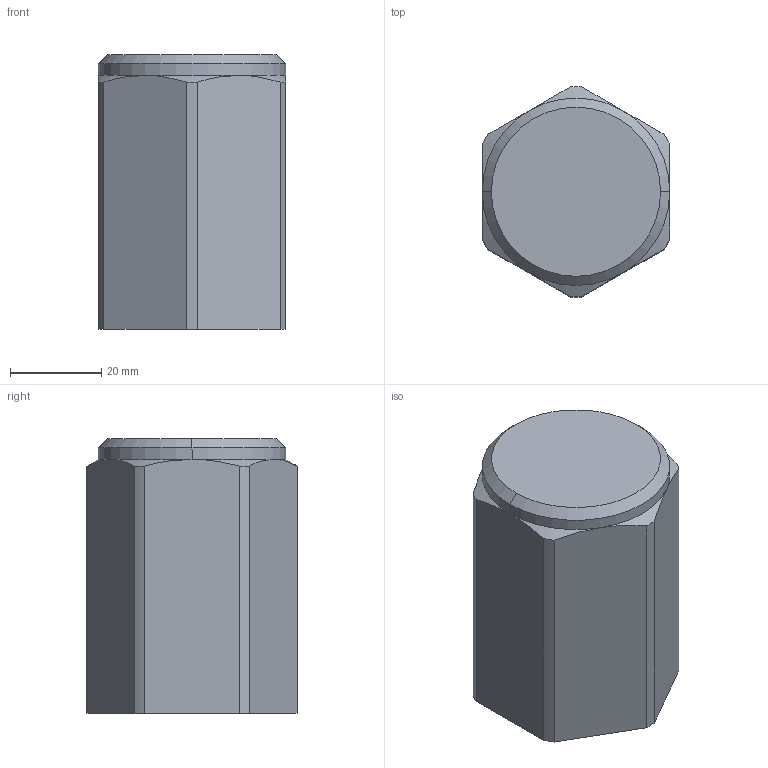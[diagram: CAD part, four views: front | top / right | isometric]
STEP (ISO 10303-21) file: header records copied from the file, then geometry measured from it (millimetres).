
FILE_DESCRIPTION(('STEP AP214'),'1');
FILE_NAME('HALDERN_EH_22690_0365.stp','2017-07-04T09:12:25',('TraceParts'),('TraceParts S.A.'),'Spatial InterOp 3D',' ',' ');
FILE_SCHEMA(('automotive_design'));
Length unit declared in the file: millimetre
Products named in the file (1): HALDERN_EH_22690_0365
Bounding box: 41 x 45.99 x 60 mm (x, y, z)
Volume: 71090.3 mm3; surface area: 13922.4 mm2
Topology: 1 solids, 1 shells, 35 faces, 81 edges, 48 vertices
Faces by surface type: cone 14, cylinder 12, plane 9
Entity records: 979 total; most frequent: CARTESIAN_POINT 187, DIRECTION 174, ORIENTED_EDGE 158, EDGE_CURVE 79, AXIS2_PLACEMENT_3D 71, VERTEX_POINT 48, EDGE_LOOP 37, ADVANCED_FACE 35
